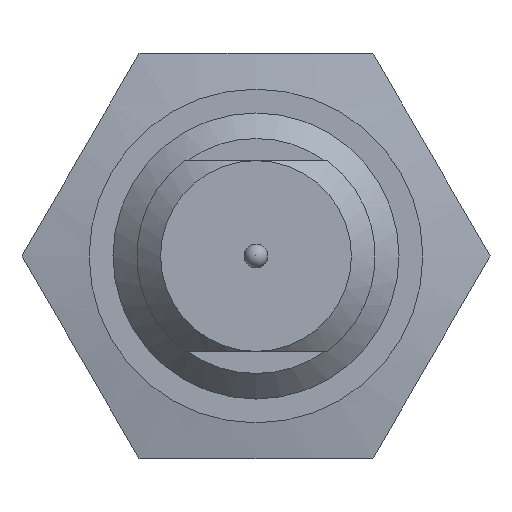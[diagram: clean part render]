
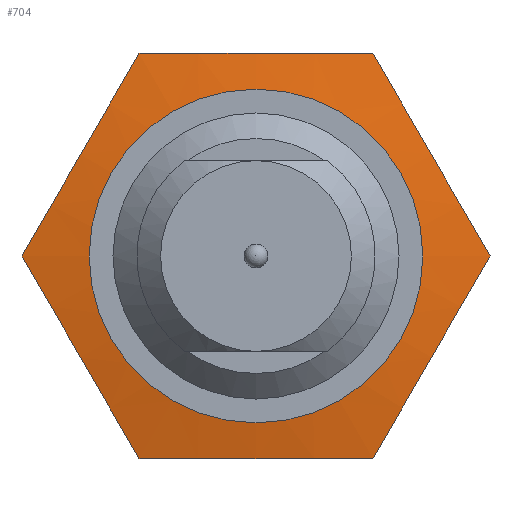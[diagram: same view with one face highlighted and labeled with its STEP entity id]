
A CAD part, left-side view. The second image highlights one B-rep face of the part: STEP entity #704.
In plain terms, the highlighted conical face has half-angle 80 degrees and reference radius 7 mm.
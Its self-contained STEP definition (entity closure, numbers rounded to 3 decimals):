
#111=B_SPLINE_CURVE_WITH_KNOTS('',3,(#1142,#1143,#1144,#1145,#1146),
 .UNSPECIFIED.,.F.,.F.,(4,1,4),(0.,0.005,
0.01),.UNSPECIFIED.);
#112=B_SPLINE_CURVE_WITH_KNOTS('',3,(#1149,#1150,#1151,#1152,#1153),
 .UNSPECIFIED.,.F.,.F.,(4,1,4),(0.,0.005,
0.01),.UNSPECIFIED.);
#113=B_SPLINE_CURVE_WITH_KNOTS('',3,(#1155,#1156,#1157,#1158,#1159),
 .UNSPECIFIED.,.F.,.F.,(4,1,4),(0.01,0.015,
0.02),.UNSPECIFIED.);
#114=B_SPLINE_CURVE_WITH_KNOTS('',3,(#1161,#1162,#1163,#1164,#1165),
 .UNSPECIFIED.,.F.,.F.,(4,1,4),(0.,0.005,
0.01),.UNSPECIFIED.);
#115=B_SPLINE_CURVE_WITH_KNOTS('',3,(#1167,#1168,#1169,#1170,#1171),
 .UNSPECIFIED.,.F.,.F.,(4,1,4),(0.,0.005,
0.01),.UNSPECIFIED.);
#116=B_SPLINE_CURVE_WITH_KNOTS('',3,(#1173,#1174,#1175,#1176,#1177),
 .UNSPECIFIED.,.F.,.F.,(4,1,4),(0.01,0.015,
0.02),.UNSPECIFIED.);
#174=ORIENTED_EDGE('',*,*,#340,.T.);
#175=ORIENTED_EDGE('',*,*,#341,.T.);
#176=ORIENTED_EDGE('',*,*,#342,.T.);
#177=ORIENTED_EDGE('',*,*,#343,.T.);
#178=ORIENTED_EDGE('',*,*,#344,.T.);
#179=ORIENTED_EDGE('',*,*,#345,.T.);
#180=ORIENTED_EDGE('',*,*,#339,.T.);
#339=EDGE_CURVE('',#420,#420,#483,.T.);
#340=EDGE_CURVE('',#421,#422,#111,.T.);
#341=EDGE_CURVE('',#422,#423,#112,.T.);
#342=EDGE_CURVE('',#423,#424,#113,.T.);
#343=EDGE_CURVE('',#424,#425,#114,.T.);
#344=EDGE_CURVE('',#425,#426,#115,.T.);
#345=EDGE_CURVE('',#426,#421,#116,.T.);
#420=VERTEX_POINT('',#1140);
#421=VERTEX_POINT('',#1147);
#422=VERTEX_POINT('',#1148);
#423=VERTEX_POINT('',#1154);
#424=VERTEX_POINT('',#1160);
#425=VERTEX_POINT('',#1166);
#426=VERTEX_POINT('',#1172);
#483=CIRCLE('',#786,7.);
#525=EDGE_LOOP('',(#174,#175,#176,#177,#178,#179));
#526=EDGE_LOOP('',(#180));
#611=FACE_BOUND('',#525,.T.);
#612=FACE_BOUND('',#526,.T.);
#683=CONICAL_SURFACE('',#787,7.,1.396);
#704=ADVANCED_FACE('',(#611,#612),#683,.T.);
#786=AXIS2_PLACEMENT_3D('',#1139,#916,#917);
#787=AXIS2_PLACEMENT_3D('',#1141,#918,#919);
#916=DIRECTION('',(1.,0.,0.));
#917=DIRECTION('',(0.,0.,-1.));
#918=DIRECTION('',(1.,0.,0.));
#919=DIRECTION('',(0.,0.,-1.));
#1139=CARTESIAN_POINT('',(13.,0.,0.));
#1140=CARTESIAN_POINT('',(13.,0.,-7.));
#1141=CARTESIAN_POINT('',(13.,0.,0.));
#1142=CARTESIAN_POINT('',(13.496,4.907,8.5));
#1143=CARTESIAN_POINT('',(13.352,5.725,7.083));
#1144=CARTESIAN_POINT('',(13.177,7.361,4.25));
#1145=CARTESIAN_POINT('',(13.352,8.997,1.417));
#1146=CARTESIAN_POINT('',(13.496,9.815,0.));
#1147=CARTESIAN_POINT('',(13.496,4.907,8.5));
#1148=CARTESIAN_POINT('',(13.496,9.815,0.));
#1149=CARTESIAN_POINT('',(13.496,9.815,0.));
#1150=CARTESIAN_POINT('',(13.352,8.997,-1.417));
#1151=CARTESIAN_POINT('',(13.177,7.361,-4.25));
#1152=CARTESIAN_POINT('',(13.352,5.725,-7.083));
#1153=CARTESIAN_POINT('',(13.496,4.907,-8.5));
#1154=CARTESIAN_POINT('',(13.496,4.907,-8.5));
#1155=CARTESIAN_POINT('',(13.496,4.907,-8.5));
#1156=CARTESIAN_POINT('',(13.353,3.282,-8.5));
#1157=CARTESIAN_POINT('',(13.176,0.023,-8.5));
#1158=CARTESIAN_POINT('',(13.352,-3.271,-8.5));
#1159=CARTESIAN_POINT('',(13.496,-4.907,-8.5));
#1160=CARTESIAN_POINT('',(13.496,-4.907,-8.5));
#1161=CARTESIAN_POINT('',(13.496,-4.907,-8.5));
#1162=CARTESIAN_POINT('',(13.352,-5.725,-7.083));
#1163=CARTESIAN_POINT('',(13.177,-7.361,-4.25));
#1164=CARTESIAN_POINT('',(13.352,-8.997,-1.417));
#1165=CARTESIAN_POINT('',(13.496,-9.815,0.));
#1166=CARTESIAN_POINT('',(13.496,-9.815,0.));
#1167=CARTESIAN_POINT('',(13.496,-9.815,0.));
#1168=CARTESIAN_POINT('',(13.352,-8.997,1.417));
#1169=CARTESIAN_POINT('',(13.177,-7.361,4.25));
#1170=CARTESIAN_POINT('',(13.352,-5.725,7.083));
#1171=CARTESIAN_POINT('',(13.496,-4.907,8.5));
#1172=CARTESIAN_POINT('',(13.496,-4.907,8.5));
#1173=CARTESIAN_POINT('',(13.496,-4.907,8.5));
#1174=CARTESIAN_POINT('',(13.353,-3.282,8.5));
#1175=CARTESIAN_POINT('',(13.176,-0.023,8.5));
#1176=CARTESIAN_POINT('',(13.352,3.271,8.5));
#1177=CARTESIAN_POINT('',(13.496,4.907,8.5));
